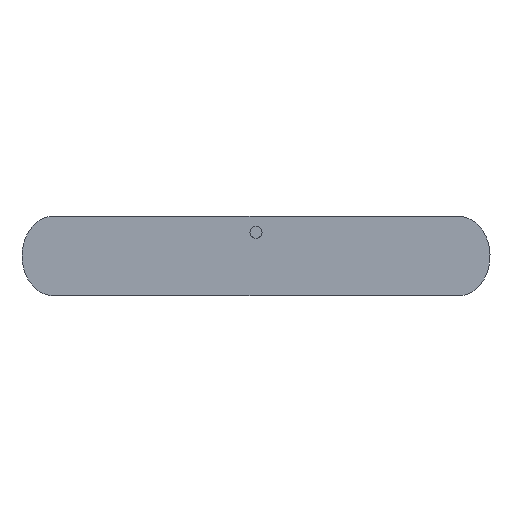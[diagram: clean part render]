
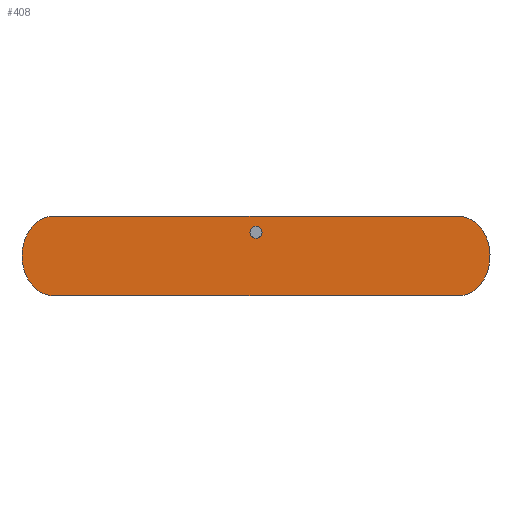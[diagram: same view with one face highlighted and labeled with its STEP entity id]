
A CAD part, front view. The second image highlights one B-rep face of the part: STEP entity #408.
In plain terms, the highlighted planar face has unit normal (0, -1, 0).
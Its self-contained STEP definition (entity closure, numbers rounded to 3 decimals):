
#20=FACE_BOUND('',#117,.T.);
#34=B_SPLINE_CURVE_WITH_KNOTS('',3,(#2341,#2342,#2343,#2344,#2345,#2346,
#2347,#2348,#2349,#2350,#2351,#2352,#2353,#2354,#2355,#2356,#2357,#2358,
#2359,#2360,#2361,#2362),.UNSPECIFIED.,.F.,.F.,(4,2,2,2,2,2,2,2,2,2,4),
(-4.073,-3.91,-3.747,-3.385,
-2.822,-2.114,-1.405,-0.838,
-0.419,-0.209,0.),.UNSPECIFIED.);
#35=B_SPLINE_CURVE_WITH_KNOTS('',3,(#2487,#2488,#2489,#2490,#2491,#2492,
#2493,#2494,#2495,#2496,#2497,#2498,#2499,#2500,#2501,#2502,#2503,#2504,
#2505,#2506,#2507,#2508),.UNSPECIFIED.,.F.,.F.,(4,2,2,2,2,2,2,2,2,2,4),
(-4.055,-3.898,-3.74,-3.384,
-2.82,-2.112,-1.405,-0.838,
-0.419,-0.209,0.),.UNSPECIFIED.);
#57=PLANE('',#451);
#84=FACE_OUTER_BOUND('',#116,.T.);
#116=EDGE_LOOP('',(#372,#373,#374,#375));
#117=EDGE_LOOP('',(#376));
#122=LINE('',#679,#150);
#145=LINE('',#2366,#173);
#150=VECTOR('',#470,10.);
#173=VECTOR('',#537,10.);
#175=CIRCLE('',#425,2.25);
#185=VERTEX_POINT('',#544);
#190=VERTEX_POINT('',#672);
#193=VERTEX_POINT('',#677);
#216=VERTEX_POINT('',#2339);
#217=VERTEX_POINT('',#2364);
#220=EDGE_CURVE('',#185,#185,#175,.T.);
#230=EDGE_CURVE('',#190,#193,#122,.T.);
#267=EDGE_CURVE('',#216,#190,#34,.T.);
#269=EDGE_CURVE('',#217,#216,#145,.T.);
#270=EDGE_CURVE('',#193,#217,#35,.T.);
#372=ORIENTED_EDGE('',*,*,#230,.T.);
#373=ORIENTED_EDGE('',*,*,#270,.T.);
#374=ORIENTED_EDGE('',*,*,#269,.T.);
#375=ORIENTED_EDGE('',*,*,#267,.T.);
#376=ORIENTED_EDGE('',*,*,#220,.T.);
#408=ADVANCED_FACE('',(#84,#20),#57,.F.);
#425=AXIS2_PLACEMENT_3D('',#546,#459,#460);
#451=AXIS2_PLACEMENT_3D('',#2509,#538,#539);
#459=DIRECTION('center_axis',(0.,1.,0.));
#460=DIRECTION('ref_axis',(1.,0.,0.));
#470=DIRECTION('',(-1.,0.,0.));
#537=DIRECTION('',(1.,0.,0.));
#538=DIRECTION('center_axis',(0.,1.,0.));
#539=DIRECTION('ref_axis',(1.,0.,0.));
#544=CARTESIAN_POINT('',(-2.25,0.,51.237));
#546=CARTESIAN_POINT('Origin',(0.,0.,51.237));
#672=CARTESIAN_POINT('',(75.5,0.,57.237));
#677=CARTESIAN_POINT('',(-75.5,0.,57.237));
#679=CARTESIAN_POINT('',(75.5,0.,57.237));
#2339=CARTESIAN_POINT('',(75.5,0.,27.505));
#2341=CARTESIAN_POINT('Ctrl Pts',(75.5,0.,27.505));
#2342=CARTESIAN_POINT('Ctrl Pts',(76.195,0.,27.505));
#2343=CARTESIAN_POINT('Ctrl Pts',(76.887,0.,27.581));
#2344=CARTESIAN_POINT('Ctrl Pts',(78.246,0.,27.879));
#2345=CARTESIAN_POINT('Ctrl Pts',(78.908,0.,28.101));
#2346=CARTESIAN_POINT('Ctrl Pts',(80.955,0.,29.023));
#2347=CARTESIAN_POINT('Ctrl Pts',(82.079,0.,29.909));
#2348=CARTESIAN_POINT('Ctrl Pts',(84.259,0.,32.094));
#2349=CARTESIAN_POINT('Ctrl Pts',(85.282,0.,33.708));
#2350=CARTESIAN_POINT('Ctrl Pts',(86.916,0.,37.612));
#2351=CARTESIAN_POINT('Ctrl Pts',(87.363,0.,39.996));
#2352=CARTESIAN_POINT('Ctrl Pts',(87.369,0.,44.704));
#2353=CARTESIAN_POINT('Ctrl Pts',(86.927,0.,47.087));
#2354=CARTESIAN_POINT('Ctrl Pts',(85.299,0.,51.005));
#2355=CARTESIAN_POINT('Ctrl Pts',(84.275,0.,52.628));
#2356=CARTESIAN_POINT('Ctrl Pts',(81.964,0.,54.952));
#2357=CARTESIAN_POINT('Ctrl Pts',(80.823,0.,55.777));
#2358=CARTESIAN_POINT('Ctrl Pts',(78.917,0.,56.638));
#2359=CARTESIAN_POINT('Ctrl Pts',(78.254,0.,56.86));
#2360=CARTESIAN_POINT('Ctrl Pts',(76.892,0.,57.16));
#2361=CARTESIAN_POINT('Ctrl Pts',(76.198,0.,57.237));
#2362=CARTESIAN_POINT('Ctrl Pts',(75.5,0.,57.237));
#2364=CARTESIAN_POINT('',(-75.5,0.,27.505));
#2366=CARTESIAN_POINT('',(-75.5,0.,27.505));
#2487=CARTESIAN_POINT('Ctrl Pts',(-75.5,0.,57.237));
#2488=CARTESIAN_POINT('Ctrl Pts',(-76.195,0.,57.237));
#2489=CARTESIAN_POINT('Ctrl Pts',(-76.887,0.,57.161));
#2490=CARTESIAN_POINT('Ctrl Pts',(-78.247,0.,56.862));
#2491=CARTESIAN_POINT('Ctrl Pts',(-78.909,0.,56.641));
#2492=CARTESIAN_POINT('Ctrl Pts',(-80.973,0.,55.71));
#2493=CARTESIAN_POINT('Ctrl Pts',(-82.096,0.,54.816));
#2494=CARTESIAN_POINT('Ctrl Pts',(-84.26,0.,52.647));
#2495=CARTESIAN_POINT('Ctrl Pts',(-85.283,0.,51.032));
#2496=CARTESIAN_POINT('Ctrl Pts',(-86.915,0.,47.13));
#2497=CARTESIAN_POINT('Ctrl Pts',(-87.363,0.,44.749));
#2498=CARTESIAN_POINT('Ctrl Pts',(-87.369,0.,40.036));
#2499=CARTESIAN_POINT('Ctrl Pts',(-86.926,0.,37.655));
#2500=CARTESIAN_POINT('Ctrl Pts',(-85.299,0.,33.736));
#2501=CARTESIAN_POINT('Ctrl Pts',(-84.274,0.,32.114));
#2502=CARTESIAN_POINT('Ctrl Pts',(-81.964,0.,29.789));
#2503=CARTESIAN_POINT('Ctrl Pts',(-80.823,0.,28.965));
#2504=CARTESIAN_POINT('Ctrl Pts',(-78.917,0.,28.104));
#2505=CARTESIAN_POINT('Ctrl Pts',(-78.254,0.,27.881));
#2506=CARTESIAN_POINT('Ctrl Pts',(-76.892,0.,27.581));
#2507=CARTESIAN_POINT('Ctrl Pts',(-76.198,0.,27.505));
#2508=CARTESIAN_POINT('Ctrl Pts',(-75.5,0.,27.505));
#2509=CARTESIAN_POINT('Origin',(0.,0.,42.371));
